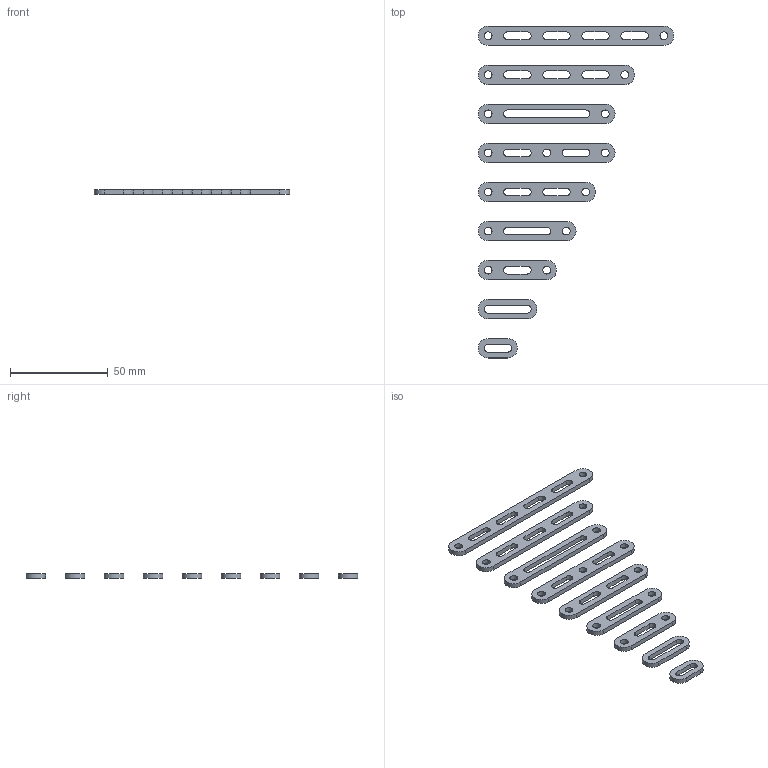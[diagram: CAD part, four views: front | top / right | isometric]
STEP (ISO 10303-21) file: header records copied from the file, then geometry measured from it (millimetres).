
FILE_DESCRIPTION(('Open CASCADE Model'),'2;1');
FILE_NAME('Open CASCADE Shape Model','2025-01-18T15:43:05',('Author'),( 'Open CASCADE'),'Open CASCADE STEP processor 7.7','Open CASCADE 7.7' ,'Unknown');
FILE_SCHEMA(('AUTOMOTIVE_DESIGN { 1 0 10303 214 1 1 1 1 }'));
Length unit declared in the file: millimetre
Products named in the file (20): 86accf04-d5aa-11ef-b122-84a93e78d292; 86acd4a4-d5aa-11ef-b122-84a93e78d292; 86acd4a4-d5aa-11ef-b122-84a93e78d292_part; 86acd882-d5aa-11ef-b122-84a93e78d292; 86acd882-d5aa-11ef-b122-84a93e78d292_part; 86acdc24-d5aa-11ef-b122-84a93e78d292; 86acdc24-d5aa-11ef-b122-84a93e78d292_part; 86acdfb2-d5aa-11ef-b122-84a93e78d292; 86acdfb2-d5aa-11ef-b122-84a93e78d292_part; 86ace318-d5aa-11ef-b122-84a93e78d292; 86ace318-d5aa-11ef-b122-84a93e78d292_part; 86ace6a6-d5aa-11ef-b122-84a93e78d292; 86ace6a6-d5aa-11ef-b122-84a93e78d292_part; 86ace9f8-d5aa-11ef-b122-84a93e78d292; 86ace9f8-d5aa-11ef-b122-84a93e78d292_part; 86aced40-d5aa-11ef-b122-84a93e78d292; 86aced40-d5aa-11ef-b122-84a93e78d292_part; 86acf06a-d5aa-11ef-b122-84a93e78d292; 86acf06a-d5aa-11ef-b122-84a93e78d292_part
Assembly tree (19 placements, depth 4):
  86accf04-d5aa-11ef-b122-84a93e78d292
    86accf04-d5aa-11ef-b122-84a93e78d292
      86acd4a4-d5aa-11ef-b122-84a93e78d292
        86acd4a4-d5aa-11ef-b122-84a93e78d292_part
      86acd882-d5aa-11ef-b122-84a93e78d292
        86acd882-d5aa-11ef-b122-84a93e78d292_part
      86acdc24-d5aa-11ef-b122-84a93e78d292
        86acdc24-d5aa-11ef-b122-84a93e78d292_part
      86acdfb2-d5aa-11ef-b122-84a93e78d292
        86acdfb2-d5aa-11ef-b122-84a93e78d292_part
      86ace318-d5aa-11ef-b122-84a93e78d292
        86ace318-d5aa-11ef-b122-84a93e78d292_part
      86ace6a6-d5aa-11ef-b122-84a93e78d292
        86ace6a6-d5aa-11ef-b122-84a93e78d292_part
      86ace9f8-d5aa-11ef-b122-84a93e78d292
        86ace9f8-d5aa-11ef-b122-84a93e78d292_part
      86aced40-d5aa-11ef-b122-84a93e78d292
        86aced40-d5aa-11ef-b122-84a93e78d292_part
      86acf06a-d5aa-11ef-b122-84a93e78d292
        86acf06a-d5aa-11ef-b122-84a93e78d292_part
Bounding box: 100 x 170 x 2.5 mm (x, y, z)
Volume: 9443.3 mm3; surface area: 12435.4 mm2
Topology: 9 solids, 9 shells, 133 faces, 345 edges, 230 vertices
Faces by surface type: plane 68, cylinder 65
Full cylindrical faces by diameter (mm): 4 x15
Entity records: 9083 total; most frequent: CARTESIAN_POINT 1624, DIRECTION 1355, ORIENTED_EDGE 690, PCURVE 690, DEFINITIONAL_REPRESENTATION 690, LINE 677, VECTOR 677, EDGE_CURVE 345
